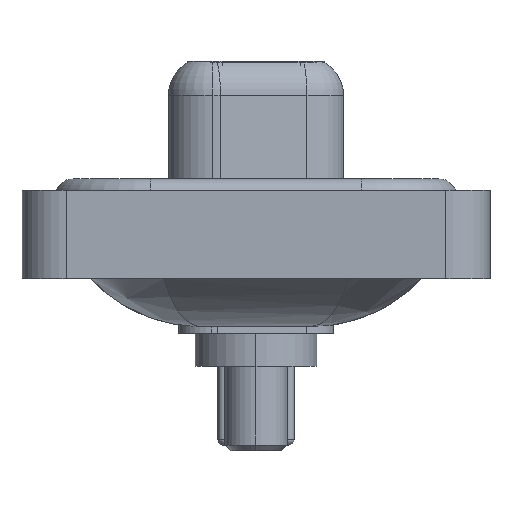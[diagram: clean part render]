
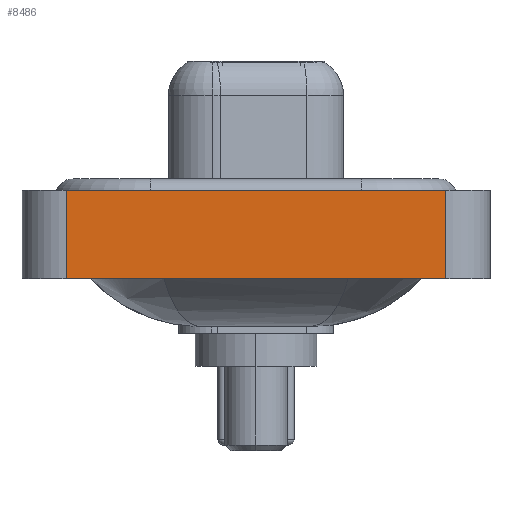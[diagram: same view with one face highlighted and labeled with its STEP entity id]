
A CAD part, left-side view. The second image highlights one B-rep face of the part: STEP entity #8486.
In plain terms, the highlighted planar face has unit normal (-1, 0, 0).
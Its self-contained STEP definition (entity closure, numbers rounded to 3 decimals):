
#780 = EDGE_CURVE ( 'NONE', #15285, #15449, #13924, .T. ) ;
#1253 = LINE ( 'NONE', #16624, #4753 ) ;
#2448 = VECTOR ( 'NONE', #13772, 1000. ) ;
#2597 = CARTESIAN_POINT ( 'NONE',  ( -7.3, -8.55, -3.6 ) ) ;
#2616 = DIRECTION ( 'NONE',  ( 0., 0., 1. ) ) ;
#3019 = CARTESIAN_POINT ( 'NONE',  ( -7.3, 8.55, -3.6 ) ) ;
#3739 = LINE ( 'NONE', #13056, #4306 ) ;
#3840 = ORIENTED_EDGE ( 'NONE', *, *, #780, .T. ) ;
#4306 = VECTOR ( 'NONE', #6809, 1000. ) ;
#4753 = VECTOR ( 'NONE', #2616, 1000. ) ;
#5651 = CARTESIAN_POINT ( 'NONE',  ( -7.3, 8.55, 0.4 ) ) ;
#5760 = FACE_OUTER_BOUND ( 'NONE', #12696, .T. ) ;
#6233 = CARTESIAN_POINT ( 'NONE',  ( -7.3, -8.55, -3.6 ) ) ;
#6809 = DIRECTION ( 'NONE',  ( 0., -1., 0. ) ) ;
#7286 = DIRECTION ( 'NONE',  ( 0., 0., 1. ) ) ;
#8486 = ADVANCED_FACE ( 'NONE', ( #5760 ), #19572, .T. ) ;
#9164 = LINE ( 'NONE', #3019, #2448 ) ;
#9801 = VERTEX_POINT ( 'NONE', #5651 ) ;
#11218 = EDGE_CURVE ( 'NONE', #15285, #9801, #9164, .T. ) ;
#11851 = CARTESIAN_POINT ( 'NONE',  ( -7.3, -8.55, -3.6 ) ) ;
#11881 = ORIENTED_EDGE ( 'NONE', *, *, #11218, .F. ) ;
#12470 = CARTESIAN_POINT ( 'NONE',  ( -7.3, 8.55, -3.6 ) ) ;
#12696 = EDGE_LOOP ( 'NONE', ( #16371, #19187, #11881, #3840 ) ) ;
#13056 = CARTESIAN_POINT ( 'NONE',  ( -7.3, -8.55, 0.4 ) ) ;
#13074 = VERTEX_POINT ( 'NONE', #14456 ) ;
#13772 = DIRECTION ( 'NONE',  ( 0., 0., 1. ) ) ;
#13924 = LINE ( 'NONE', #6233, #15514 ) ;
#14456 = CARTESIAN_POINT ( 'NONE',  ( -7.3, -8.55, 0.4 ) ) ;
#15285 = VERTEX_POINT ( 'NONE', #12470 ) ;
#15449 = VERTEX_POINT ( 'NONE', #11851 ) ;
#15514 = VECTOR ( 'NONE', #15747, 1000. ) ;
#15747 = DIRECTION ( 'NONE',  ( 0., -1., 0. ) ) ;
#15971 = EDGE_CURVE ( 'NONE', #9801, #13074, #3739, .T. ) ;
#16371 = ORIENTED_EDGE ( 'NONE', *, *, #20209, .T. ) ;
#16499 = DIRECTION ( 'NONE',  ( -1., 0., 0. ) ) ;
#16624 = CARTESIAN_POINT ( 'NONE',  ( -7.3, -8.55, -3.6 ) ) ;
#19187 = ORIENTED_EDGE ( 'NONE', *, *, #15971, .F. ) ;
#19572 = PLANE ( 'NONE',  #19802 ) ;
#19802 = AXIS2_PLACEMENT_3D ( 'NONE', #2597, #16499, #7286 ) ;
#20209 = EDGE_CURVE ( 'NONE', #15449, #13074, #1253, .T. ) ;
